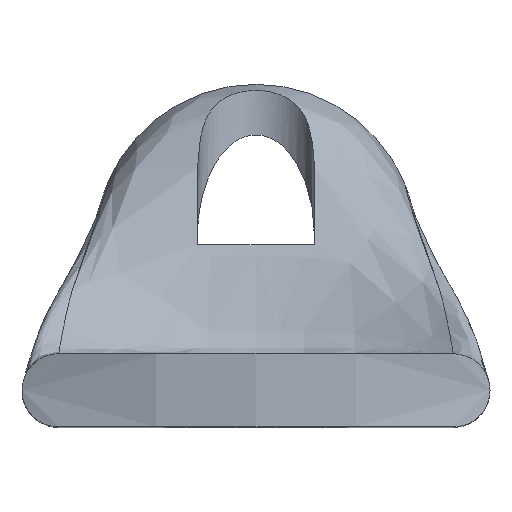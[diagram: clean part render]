
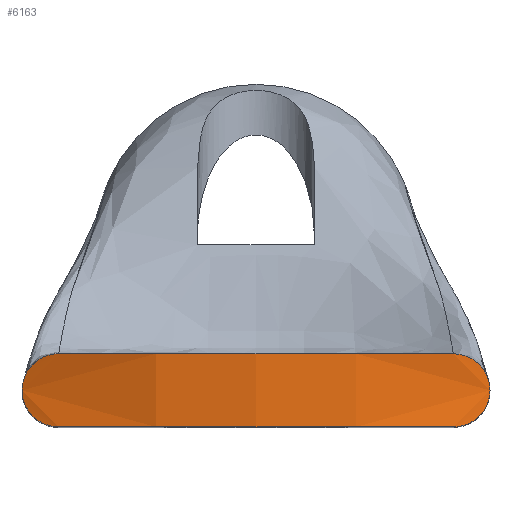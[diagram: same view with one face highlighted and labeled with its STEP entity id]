
A CAD part, top view. The second image highlights one B-rep face of the part: STEP entity #6163.
In plain terms, the highlighted cylindrical face has radius 40 mm (diameter 80 mm), a partial arc.
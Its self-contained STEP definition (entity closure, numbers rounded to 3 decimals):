
#4567=CARTESIAN_POINT('',(-13.5,-7.5,44.221));
#4568=VERTEX_POINT('',#4567);
#4577=CARTESIAN_POINT('',(13.5,-7.5,44.221));
#4578=VERTEX_POINT('',#4577);
#4579=CARTESIAN_POINT('',(0.,-7.5,6.568));
#4580=DIRECTION('',(0.0,-1.,0.0));
#4581=DIRECTION('',(-0.4,0.0,0.917));
#4582=AXIS2_PLACEMENT_3D('',#4579,#4580,#4581);
#4583=CIRCLE('',#4582,40.0);
#4584=EDGE_CURVE('',#4578,#4568,#4583,.T.);
#6088=CARTESIAN_POINT('',(0.,-12.5,6.568));
#6089=DIRECTION('',(0.0,1.0,0.0));
#6090=DIRECTION('',(-0.4,0.0,0.917));
#6091=AXIS2_PLACEMENT_3D('',#6088,#6089,#6090);
#6092=CYLINDRICAL_SURFACE('',#6091,40.);
#6093=CARTESIAN_POINT('',(-13.5,-12.5,44.221));
#6094=VERTEX_POINT('',#6093);
#6095=CARTESIAN_POINT('',(-16.0,-10.0,43.228));
#6096=VERTEX_POINT('',#6095);
#6097=CARTESIAN_POINT('',(-13.5,-12.5,44.221));
#6098=CARTESIAN_POINT('',(-13.818,-12.5,44.107));
#6099=CARTESIAN_POINT('',(-14.157,-12.436,43.98));
#6100=CARTESIAN_POINT('',(-14.781,-12.173,43.738));
#6101=CARTESIAN_POINT('',(-15.067,-11.975,43.623));
#6102=CARTESIAN_POINT('',(-15.503,-11.526,43.442));
#6103=CARTESIAN_POINT('',(-15.689,-11.252,43.363));
#6104=CARTESIAN_POINT('',(-15.937,-10.646,43.256));
#6105=CARTESIAN_POINT('',(-16.0,-10.313,43.228));
#6106=CARTESIAN_POINT('',(-16.0,-10.,43.228));
#6107=B_SPLINE_CURVE_WITH_KNOTS('',3,(#6097,#6098,#6099,#6100,#6101,#6102,#6103,#6104,#6105,#6106),.UNSPECIFIED.,.F.,.U.,(4,2,2,2,4),(0.387,0.488,0.589,0.683,0.777),.UNSPECIFIED.);
#6108=EDGE_CURVE('',#6094,#6096,#6107,.T.);
#6109=ORIENTED_EDGE('',*,*,#6108,.F.);
#6110=CARTESIAN_POINT('',(13.5,-12.5,44.221));
#6111=VERTEX_POINT('',#6110);
#6112=CARTESIAN_POINT('',(0.,-12.5,6.568));
#6113=DIRECTION('',(0.0,1.,0.0));
#6114=DIRECTION('',(-0.4,0.0,0.917));
#6115=AXIS2_PLACEMENT_3D('',#6112,#6113,#6114);
#6116=CIRCLE('',#6115,40.0);
#6117=EDGE_CURVE('',#6094,#6111,#6116,.T.);
#6118=ORIENTED_EDGE('',*,*,#6117,.T.);
#6119=CARTESIAN_POINT('',(16.0,-10.0,43.228));
#6120=VERTEX_POINT('',#6119);
#6121=CARTESIAN_POINT('',(16.0,-10.0,43.228));
#6122=CARTESIAN_POINT('',(16.0,-10.313,43.228));
#6123=CARTESIAN_POINT('',(15.937,-10.646,43.256));
#6124=CARTESIAN_POINT('',(15.689,-11.252,43.363));
#6125=CARTESIAN_POINT('',(15.503,-11.526,43.442));
#6126=CARTESIAN_POINT('',(15.067,-11.975,43.623));
#6127=CARTESIAN_POINT('',(14.781,-12.173,43.738));
#6128=CARTESIAN_POINT('',(14.157,-12.436,43.98));
#6129=CARTESIAN_POINT('',(13.818,-12.5,44.107));
#6130=CARTESIAN_POINT('',(13.5,-12.5,44.221));
#6131=B_SPLINE_CURVE_WITH_KNOTS('',3,(#6121,#6122,#6123,#6124,#6125,#6126,#6127,#6128,#6129,#6130),.UNSPECIFIED.,.F.,.U.,(4,2,2,2,4),(0.777,0.871,0.965,1.067,1.168),.UNSPECIFIED.);
#6132=EDGE_CURVE('',#6120,#6111,#6131,.T.);
#6133=ORIENTED_EDGE('',*,*,#6132,.F.);
#6134=CARTESIAN_POINT('',(13.5,-7.5,44.221));
#6135=CARTESIAN_POINT('',(13.818,-7.5,44.107));
#6136=CARTESIAN_POINT('',(14.157,-7.564,43.98));
#6137=CARTESIAN_POINT('',(14.781,-7.827,43.738));
#6138=CARTESIAN_POINT('',(15.067,-8.025,43.623));
#6139=CARTESIAN_POINT('',(15.503,-8.474,43.442));
#6140=CARTESIAN_POINT('',(15.689,-8.748,43.363));
#6141=CARTESIAN_POINT('',(15.937,-9.354,43.256));
#6142=CARTESIAN_POINT('',(16.0,-9.687,43.228));
#6143=CARTESIAN_POINT('',(16.0,-10.0,43.228));
#6144=B_SPLINE_CURVE_WITH_KNOTS('',3,(#6134,#6135,#6136,#6137,#6138,#6139,#6140,#6141,#6142,#6143),.UNSPECIFIED.,.F.,.U.,(4,2,2,2,4),(1.164,1.265,1.367,1.461,1.555),.UNSPECIFIED.);
#6145=EDGE_CURVE('',#4578,#6120,#6144,.T.);
#6146=ORIENTED_EDGE('',*,*,#6145,.F.);
#6147=ORIENTED_EDGE('',*,*,#4584,.T.);
#6148=CARTESIAN_POINT('',(-16.0,-10.,43.228));
#6149=CARTESIAN_POINT('',(-16.0,-9.687,43.228));
#6150=CARTESIAN_POINT('',(-15.937,-9.354,43.256));
#6151=CARTESIAN_POINT('',(-15.689,-8.748,43.363));
#6152=CARTESIAN_POINT('',(-15.503,-8.474,43.442));
#6153=CARTESIAN_POINT('',(-15.067,-8.025,43.623));
#6154=CARTESIAN_POINT('',(-14.781,-7.827,43.738));
#6155=CARTESIAN_POINT('',(-14.157,-7.564,43.98));
#6156=CARTESIAN_POINT('',(-13.818,-7.5,44.107));
#6157=CARTESIAN_POINT('',(-13.5,-7.5,44.221));
#6158=B_SPLINE_CURVE_WITH_KNOTS('',3,(#6148,#6149,#6150,#6151,#6152,#6153,#6154,#6155,#6156,#6157),.UNSPECIFIED.,.F.,.U.,(4,2,2,2,4),(1.555,1.649,1.743,1.844,1.946),.UNSPECIFIED.);
#6159=EDGE_CURVE('',#6096,#4568,#6158,.T.);
#6160=ORIENTED_EDGE('',*,*,#6159,.F.);
#6161=EDGE_LOOP('',(#6109,#6118,#6133,#6146,#6147,#6160));
#6162=FACE_OUTER_BOUND('',#6161,.T.);
#6163=ADVANCED_FACE('',(#6162),#6092,.T.);
